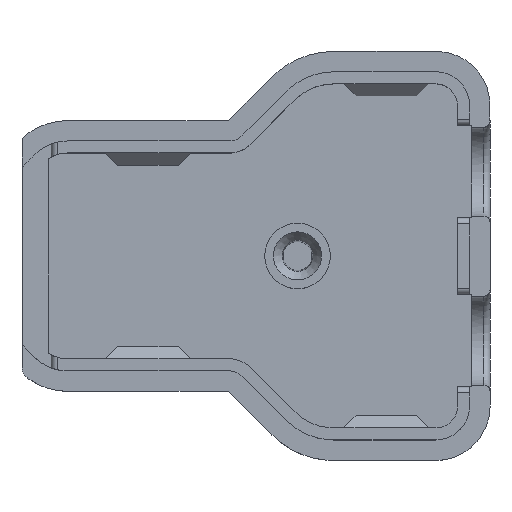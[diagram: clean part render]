
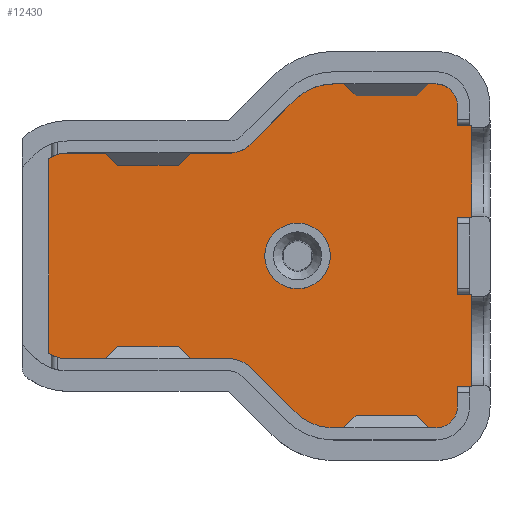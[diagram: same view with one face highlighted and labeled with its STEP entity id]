
A CAD part, top view. The second image highlights one B-rep face of the part: STEP entity #12430.
In plain terms, the highlighted face is planar.
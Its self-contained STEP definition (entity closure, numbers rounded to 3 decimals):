
#120=CIRCLE('',#12620,2.725);
#186=CIRCLE('',#12772,4.04);
#187=CIRCLE('',#12775,1.421);
#188=CIRCLE('',#12779,5.744);
#189=CIRCLE('',#12783,3.);
#202=CIRCLE('',#12813,3.);
#207=CIRCLE('',#12822,5.744);
#208=CIRCLE('',#12826,1.422);
#209=CIRCLE('',#12830,4.04);
#262=FACE_BOUND('',#1767,.T.);
#415=PLANE('',#12871);
#1069=FACE_OUTER_BOUND('',#1766,.T.);
#1766=EDGE_LOOP('',(#11036,#11037,#11038,#11039,#11040,#11041,#11042,#11043,
#11044,#11045,#11046,#11047,#11048,#11049,#11050,#11051,#11052,#11053,#11054,
#11055,#11056,#11057,#11058,#11059,#11060));
#1767=EDGE_LOOP('',(#11061));
#2583=LINE('',#24653,#3544);
#2592=LINE('',#24676,#3553);
#2595=LINE('',#24684,#3556);
#2597=LINE('',#24688,#3558);
#2600=LINE('',#24696,#3561);
#2602=LINE('',#24700,#3563);
#2605=LINE('',#24708,#3566);
#2608=LINE('',#24716,#3569);
#2636=LINE('',#24809,#3597);
#2648=LINE('',#24844,#3609);
#2651=LINE('',#24852,#3612);
#2653=LINE('',#24856,#3614);
#2656=LINE('',#24864,#3617);
#2658=LINE('',#24868,#3619);
#2718=LINE('',#25093,#3679);
#2719=LINE('',#25095,#3680);
#2720=LINE('',#25096,#3681);
#3544=VECTOR('',#14182,10.);
#3553=VECTOR('',#14197,10.);
#3556=VECTOR('',#14206,10.);
#3558=VECTOR('',#14210,10.);
#3561=VECTOR('',#14219,10.);
#3563=VECTOR('',#14223,10.);
#3566=VECTOR('',#14232,10.);
#3569=VECTOR('',#14239,10.);
#3597=VECTOR('',#14315,10.);
#3609=VECTOR('',#14347,10.);
#3612=VECTOR('',#14356,10.);
#3614=VECTOR('',#14360,10.);
#3617=VECTOR('',#14369,10.);
#3619=VECTOR('',#14373,10.);
#3679=VECTOR('',#14519,10.);
#3680=VECTOR('',#14520,10.);
#3681=VECTOR('',#14521,10.);
#5456=VERTEX_POINT('',#23989);
#5632=VERTEX_POINT('',#24650);
#5633=VERTEX_POINT('',#24652);
#5640=VERTEX_POINT('',#24670);
#5641=VERTEX_POINT('',#24674);
#5642=VERTEX_POINT('',#24678);
#5643=VERTEX_POINT('',#24682);
#5644=VERTEX_POINT('',#24686);
#5645=VERTEX_POINT('',#24690);
#5646=VERTEX_POINT('',#24694);
#5647=VERTEX_POINT('',#24698);
#5648=VERTEX_POINT('',#24702);
#5649=VERTEX_POINT('',#24706);
#5652=VERTEX_POINT('',#24714);
#5680=VERTEX_POINT('',#24806);
#5681=VERTEX_POINT('',#24808);
#5683=VERTEX_POINT('',#24814);
#5694=VERTEX_POINT('',#24842);
#5695=VERTEX_POINT('',#24846);
#5696=VERTEX_POINT('',#24850);
#5697=VERTEX_POINT('',#24854);
#5698=VERTEX_POINT('',#24858);
#5699=VERTEX_POINT('',#24862);
#5700=VERTEX_POINT('',#24866);
#5762=VERTEX_POINT('',#25092);
#5763=VERTEX_POINT('',#25094);
#7126=EDGE_CURVE('',#5456,#5456,#120,.T.);
#7379=EDGE_CURVE('',#5633,#5632,#2583,.T.);
#7388=EDGE_CURVE('',#5640,#5632,#186,.T.);
#7390=EDGE_CURVE('',#5641,#5640,#2592,.T.);
#7392=EDGE_CURVE('',#5642,#5641,#187,.T.);
#7394=EDGE_CURVE('',#5643,#5642,#2595,.T.);
#7396=EDGE_CURVE('',#5644,#5643,#2597,.T.);
#7398=EDGE_CURVE('',#5645,#5644,#188,.T.);
#7400=EDGE_CURVE('',#5646,#5645,#2600,.T.);
#7402=EDGE_CURVE('',#5647,#5646,#2602,.T.);
#7404=EDGE_CURVE('',#5648,#5647,#189,.T.);
#7406=EDGE_CURVE('',#5649,#5648,#2605,.T.);
#7410=EDGE_CURVE('',#5652,#5649,#2608,.T.);
#7452=EDGE_CURVE('',#5680,#5681,#2636,.T.);
#7456=EDGE_CURVE('',#5683,#5680,#202,.T.);
#7470=EDGE_CURVE('',#5694,#5683,#2648,.T.);
#7472=EDGE_CURVE('',#5695,#5694,#207,.T.);
#7474=EDGE_CURVE('',#5696,#5695,#2651,.T.);
#7476=EDGE_CURVE('',#5697,#5696,#2653,.T.);
#7478=EDGE_CURVE('',#5698,#5697,#208,.T.);
#7480=EDGE_CURVE('',#5699,#5698,#2656,.T.);
#7482=EDGE_CURVE('',#5700,#5699,#2658,.T.);
#7483=EDGE_CURVE('',#5633,#5700,#209,.T.);
#7572=EDGE_CURVE('',#5762,#5652,#2718,.T.);
#7573=EDGE_CURVE('',#5763,#5762,#2719,.T.);
#7574=EDGE_CURVE('',#5681,#5763,#2720,.T.);
#11036=ORIENTED_EDGE('',*,*,#7379,.T.);
#11037=ORIENTED_EDGE('',*,*,#7388,.F.);
#11038=ORIENTED_EDGE('',*,*,#7390,.F.);
#11039=ORIENTED_EDGE('',*,*,#7392,.F.);
#11040=ORIENTED_EDGE('',*,*,#7394,.F.);
#11041=ORIENTED_EDGE('',*,*,#7396,.F.);
#11042=ORIENTED_EDGE('',*,*,#7398,.F.);
#11043=ORIENTED_EDGE('',*,*,#7400,.F.);
#11044=ORIENTED_EDGE('',*,*,#7402,.F.);
#11045=ORIENTED_EDGE('',*,*,#7404,.F.);
#11046=ORIENTED_EDGE('',*,*,#7406,.F.);
#11047=ORIENTED_EDGE('',*,*,#7410,.F.);
#11048=ORIENTED_EDGE('',*,*,#7572,.F.);
#11049=ORIENTED_EDGE('',*,*,#7573,.F.);
#11050=ORIENTED_EDGE('',*,*,#7574,.F.);
#11051=ORIENTED_EDGE('',*,*,#7452,.F.);
#11052=ORIENTED_EDGE('',*,*,#7456,.F.);
#11053=ORIENTED_EDGE('',*,*,#7470,.F.);
#11054=ORIENTED_EDGE('',*,*,#7472,.F.);
#11055=ORIENTED_EDGE('',*,*,#7474,.F.);
#11056=ORIENTED_EDGE('',*,*,#7476,.F.);
#11057=ORIENTED_EDGE('',*,*,#7478,.F.);
#11058=ORIENTED_EDGE('',*,*,#7480,.F.);
#11059=ORIENTED_EDGE('',*,*,#7482,.F.);
#11060=ORIENTED_EDGE('',*,*,#7483,.F.);
#11061=ORIENTED_EDGE('',*,*,#7126,.T.);
#12430=ADVANCED_FACE('',(#1069,#262),#415,.F.);
#12620=AXIS2_PLACEMENT_3D('',#23991,#13706,#13707);
#12772=AXIS2_PLACEMENT_3D('',#24672,#14192,#14193);
#12775=AXIS2_PLACEMENT_3D('',#24680,#14201,#14202);
#12779=AXIS2_PLACEMENT_3D('',#24692,#14214,#14215);
#12783=AXIS2_PLACEMENT_3D('',#24704,#14227,#14228);
#12813=AXIS2_PLACEMENT_3D('',#24816,#14322,#14323);
#12822=AXIS2_PLACEMENT_3D('',#24848,#14351,#14352);
#12826=AXIS2_PLACEMENT_3D('',#24860,#14364,#14365);
#12830=AXIS2_PLACEMENT_3D('',#24870,#14376,#14377);
#12871=AXIS2_PLACEMENT_3D('',#25091,#14517,#14518);
#13706=DIRECTION('center_axis',(0.,1.,0.));
#13707=DIRECTION('ref_axis',(-1.,0.,0.));
#14182=DIRECTION('',(0.,0.,-1.));
#14192=DIRECTION('center_axis',(0.,1.,0.));
#14193=DIRECTION('ref_axis',(-0.707,0.,-0.707));
#14197=DIRECTION('',(-1.,0.,0.));
#14201=DIRECTION('center_axis',(0.,-1.,0.));
#14202=DIRECTION('ref_axis',(0.682,0.,0.732));
#14206=DIRECTION('',(-0.688,0.,0.726));
#14210=DIRECTION('',(-0.707,0.,0.707));
#14214=DIRECTION('center_axis',(0.,1.,0.));
#14215=DIRECTION('ref_axis',(-0.708,0.,-0.707));
#14219=DIRECTION('',(-0.999,0.,0.044));
#14223=DIRECTION('',(-1.,0.,0.));
#14227=DIRECTION('center_axis',(0.,1.,0.));
#14228=DIRECTION('ref_axis',(0.,0.,-1.));
#14232=DIRECTION('',(-0.044,0.,-0.999));
#14239=DIRECTION('',(0.,0.,-1.));
#14315=DIRECTION('',(0.,0.,-1.));
#14322=DIRECTION('center_axis',(0.,1.,0.));
#14323=DIRECTION('ref_axis',(1.,0.,0.));
#14347=DIRECTION('',(1.,0.,-0.001));
#14351=DIRECTION('center_axis',(0.,1.,0.));
#14352=DIRECTION('ref_axis',(-0.001,0.,1.));
#14356=DIRECTION('',(0.737,0.,0.676));
#14360=DIRECTION('',(0.707,0.,0.707));
#14364=DIRECTION('center_axis',(0.,-1.,0.));
#14365=DIRECTION('ref_axis',(0.176,0.,-0.984));
#14369=DIRECTION('',(0.993,0.,0.114));
#14373=DIRECTION('',(1.,0.,0.));
#14376=DIRECTION('center_axis',(0.,1.,0.));
#14377=DIRECTION('ref_axis',(0.,0.,1.));
#14517=DIRECTION('center_axis',(0.,1.,0.));
#14518=DIRECTION('ref_axis',(1.,0.,0.));
#14519=DIRECTION('',(0.,0.,-1.));
#14520=DIRECTION('',(0.,0.,-1.));
#14521=DIRECTION('',(0.,0.,-1.));
#23989=CARTESIAN_POINT('',(37.833,9.5,0.));
#23991=CARTESIAN_POINT('Origin',(35.108,9.5,0.));
#24650=CARTESIAN_POINT('',(14.437,9.5,-9.448));
#24652=CARTESIAN_POINT('',(14.437,9.5,9.447));
#24653=CARTESIAN_POINT('',(14.437,9.5,-4.724));
#24670=CARTESIAN_POINT('',(15.983,9.5,-9.755));
#24672=CARTESIAN_POINT('Origin',(15.983,9.5,-5.715));
#24674=CARTESIAN_POINT('',(29.546,9.5,-9.755));
#24676=CARTESIAN_POINT('',(23.445,9.5,-9.755));
#24678=CARTESIAN_POINT('',(30.37,9.5,-10.129));
#24680=CARTESIAN_POINT('Origin',(29.401,9.5,-11.169));
#24682=CARTESIAN_POINT('',(30.533,9.5,-10.301));
#24684=CARTESIAN_POINT('',(27.969,9.5,-7.593));
#24686=CARTESIAN_POINT('',(34.047,9.5,-13.815));
#24688=CARTESIAN_POINT('',(28.051,9.5,-7.819));
#24690=CARTESIAN_POINT('',(37.642,9.5,-15.481));
#24692=CARTESIAN_POINT('Origin',(38.111,9.5,-9.756));
#24694=CARTESIAN_POINT('',(38.075,9.5,-15.5));
#24696=CARTESIAN_POINT('',(33.938,9.5,-15.317));
#24698=CARTESIAN_POINT('',(46.608,9.5,-15.5));
#24700=CARTESIAN_POINT('',(34.491,9.5,-15.5));
#24702=CARTESIAN_POINT('',(49.6,9.5,-12.724));
#24704=CARTESIAN_POINT('Origin',(46.608,9.5,-12.5));
#24706=CARTESIAN_POINT('',(49.608,9.5,-12.533));
#24708=CARTESIAN_POINT('',(49.863,9.5,-6.788));
#24714=CARTESIAN_POINT('',(49.608,9.5,-8.637));
#24716=CARTESIAN_POINT('',(49.608,9.5,-6.267));
#24806=CARTESIAN_POINT('',(49.608,9.5,12.5));
#24808=CARTESIAN_POINT('',(49.608,9.5,8.603));
#24809=CARTESIAN_POINT('',(49.608,9.5,-6.267));
#24814=CARTESIAN_POINT('',(46.832,9.5,15.492));
#24816=CARTESIAN_POINT('Origin',(46.608,9.5,12.5));
#24842=CARTESIAN_POINT('',(38.108,9.5,15.5));
#24844=CARTESIAN_POINT('',(38.877,9.5,15.499));
#24846=CARTESIAN_POINT('',(34.389,9.5,14.131));
#24848=CARTESIAN_POINT('Origin',(38.111,9.5,9.756));
#24850=CARTESIAN_POINT('',(34.07,9.5,13.838));
#24852=CARTESIAN_POINT('',(29.924,9.5,10.033));
#24854=CARTESIAN_POINT('',(30.503,9.5,10.271));
#24856=CARTESIAN_POINT('',(29.82,9.5,9.588));
#24858=CARTESIAN_POINT('',(29.652,9.5,9.77));
#24860=CARTESIAN_POINT('Origin',(29.401,9.5,11.169));
#24862=CARTESIAN_POINT('',(29.522,9.5,9.755));
#24864=CARTESIAN_POINT('',(29.716,9.5,9.777));
#24866=CARTESIAN_POINT('',(15.983,9.5,9.755));
#24868=CARTESIAN_POINT('',(30.215,9.5,9.755));
#24870=CARTESIAN_POINT('Origin',(15.983,9.5,5.715));
#25091=CARTESIAN_POINT('Origin',(30.907,9.5,0.));
#25092=CARTESIAN_POINT('',(49.608,9.5,-5.43));
#25093=CARTESIAN_POINT('',(49.608,9.5,-6.267));
#25094=CARTESIAN_POINT('',(49.608,9.5,5.397));
#25095=CARTESIAN_POINT('',(49.608,9.5,-6.267));
#25096=CARTESIAN_POINT('',(49.608,9.5,-6.267));
